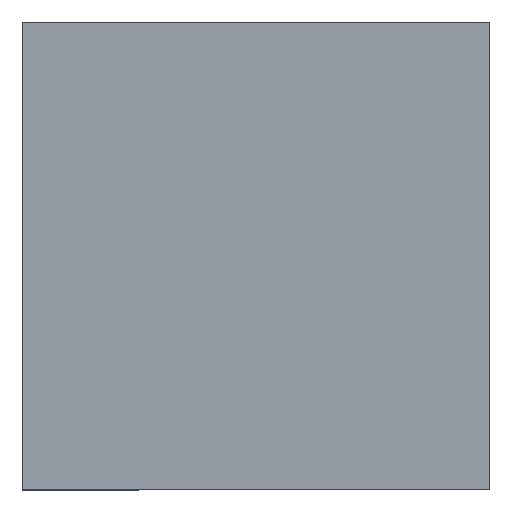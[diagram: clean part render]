
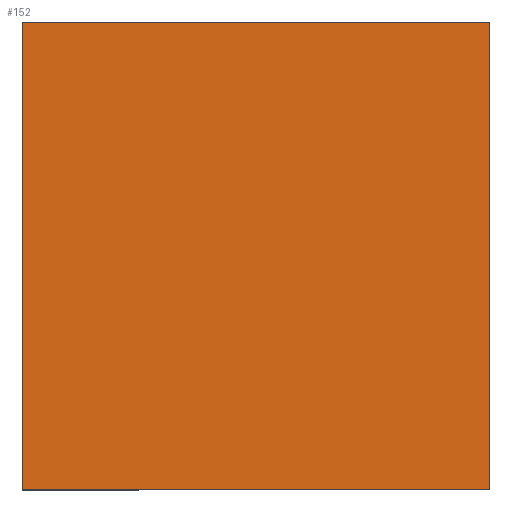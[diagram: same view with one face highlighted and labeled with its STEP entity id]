
A CAD part, top view. The second image highlights one B-rep face of the part: STEP entity #152.
In plain terms, the highlighted planar face has unit normal (0, 0, 1).
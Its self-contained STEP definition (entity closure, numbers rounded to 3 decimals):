
#1 = DIRECTION ( 'NONE',  ( 1., 0., 0. ) ) ;
#15 = EDGE_LOOP ( 'NONE', ( #129, #93, #185, #39 ) ) ;
#31 = VERTEX_POINT ( 'NONE', #100 ) ;
#33 = EDGE_CURVE ( 'NONE', #47, #234, #144, .T. ) ;
#38 = LINE ( 'NONE', #167, #197 ) ;
#39 = ORIENTED_EDGE ( 'NONE', *, *, #33, .T. ) ;
#40 = DIRECTION ( 'NONE',  ( 0., -1., 0. ) ) ;
#47 = VERTEX_POINT ( 'NONE', #209 ) ;
#49 = DIRECTION ( 'NONE',  ( 1., 0., 0. ) ) ;
#50 = EDGE_CURVE ( 'NONE', #174, #47, #77, .T. ) ;
#60 = VECTOR ( 'NONE', #101, 1000. ) ;
#61 = AXIS2_PLACEMENT_3D ( 'NONE', #199, #124, #49 ) ;
#62 = EDGE_CURVE ( 'NONE', #31, #174, #38, .T. ) ;
#69 = CARTESIAN_POINT ( 'NONE',  ( 50.8, -50.8, 3. ) ) ;
#71 = CARTESIAN_POINT ( 'NONE',  ( -50.8, 50.8, 3. ) ) ;
#76 = EDGE_CURVE ( 'NONE', #234, #31, #165, .T. ) ;
#77 = LINE ( 'NONE', #208, #207 ) ;
#86 = PLANE ( 'NONE',  #61 ) ;
#93 = ORIENTED_EDGE ( 'NONE', *, *, #62, .T. ) ;
#99 = CARTESIAN_POINT ( 'NONE',  ( -50.8, 50.8, 3. ) ) ;
#100 = CARTESIAN_POINT ( 'NONE',  ( -50.8, -50.8, 3. ) ) ;
#101 = DIRECTION ( 'NONE',  ( -1., 0., 0. ) ) ;
#124 = DIRECTION ( 'NONE',  ( 0., 0., 1. ) ) ;
#129 = ORIENTED_EDGE ( 'NONE', *, *, #76, .T. ) ;
#135 = FACE_OUTER_BOUND ( 'NONE', #15, .T. ) ;
#144 = LINE ( 'NONE', #223, #60 ) ;
#152 = ADVANCED_FACE ( 'NONE', ( #135 ), #86, .T. ) ;
#165 = LINE ( 'NONE', #99, #221 ) ;
#167 = CARTESIAN_POINT ( 'NONE',  ( -50.8, -50.8, 3. ) ) ;
#174 = VERTEX_POINT ( 'NONE', #69 ) ;
#185 = ORIENTED_EDGE ( 'NONE', *, *, #50, .T. ) ;
#191 = DIRECTION ( 'NONE',  ( 0., 1., 0. ) ) ;
#197 = VECTOR ( 'NONE', #1, 1000. ) ;
#199 = CARTESIAN_POINT ( 'NONE',  ( 0., 0., 3. ) ) ;
#207 = VECTOR ( 'NONE', #191, 1000. ) ;
#208 = CARTESIAN_POINT ( 'NONE',  ( 50.8, 50.8, 3. ) ) ;
#209 = CARTESIAN_POINT ( 'NONE',  ( 50.8, 50.8, 3. ) ) ;
#221 = VECTOR ( 'NONE', #40, 1000. ) ;
#223 = CARTESIAN_POINT ( 'NONE',  ( -50.8, 50.8, 3. ) ) ;
#234 = VERTEX_POINT ( 'NONE', #71 ) ;
